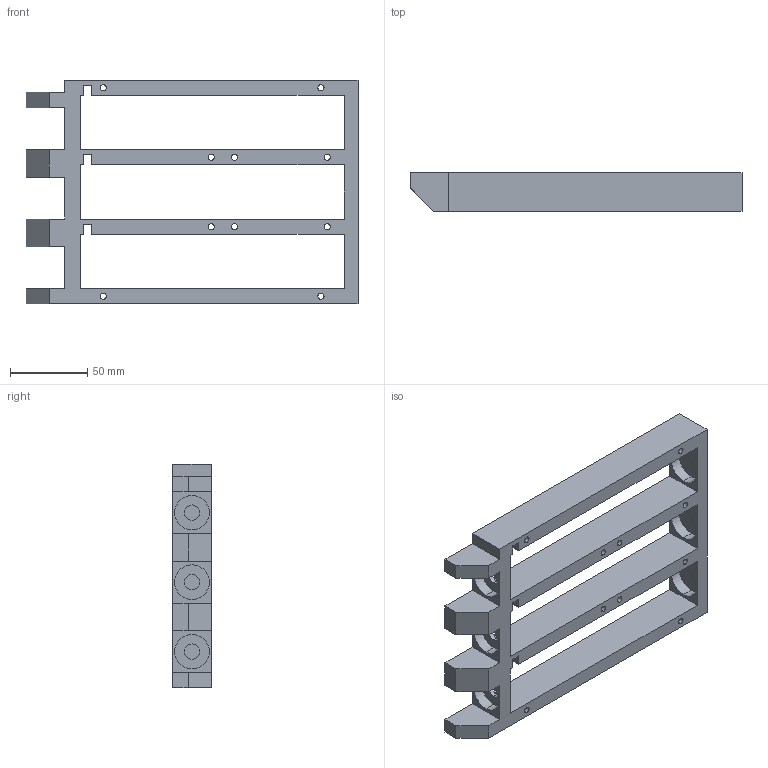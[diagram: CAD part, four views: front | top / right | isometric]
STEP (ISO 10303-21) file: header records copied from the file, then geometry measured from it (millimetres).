
FILE_DESCRIPTION (( 'STEP AP203' ), '1' );
FILE_NAME ('Obudowa napêdu.STEP', '2025-04-06T22:10:09', ( '' ), ( '' ), 'SwSTEP 2.0', 'SolidWorks 2024', '' );
FILE_SCHEMA (( 'CONFIG_CONTROL_DESIGN' ));
Length unit declared in the file: millimetre
Products named in the file (1): Obudowa napędu
Bounding box: 215 x 25 x 145 mm (x, y, z)
Volume: 240463 mm3; surface area: 83180.5 mm2
Topology: 1 solids, 1 shells, 166 faces, 400 edges, 264 vertices
Faces by surface type: cylinder 82, plane 76, cone 8
Entity records: 5033 total; most frequent: DIRECTION 906, CARTESIAN_POINT 831, ORIENTED_EDGE 800, EDGE_CURVE 400, AXIS2_PLACEMENT_3D 339, VERTEX_POINT 264, LINE 228, VECTOR 228
